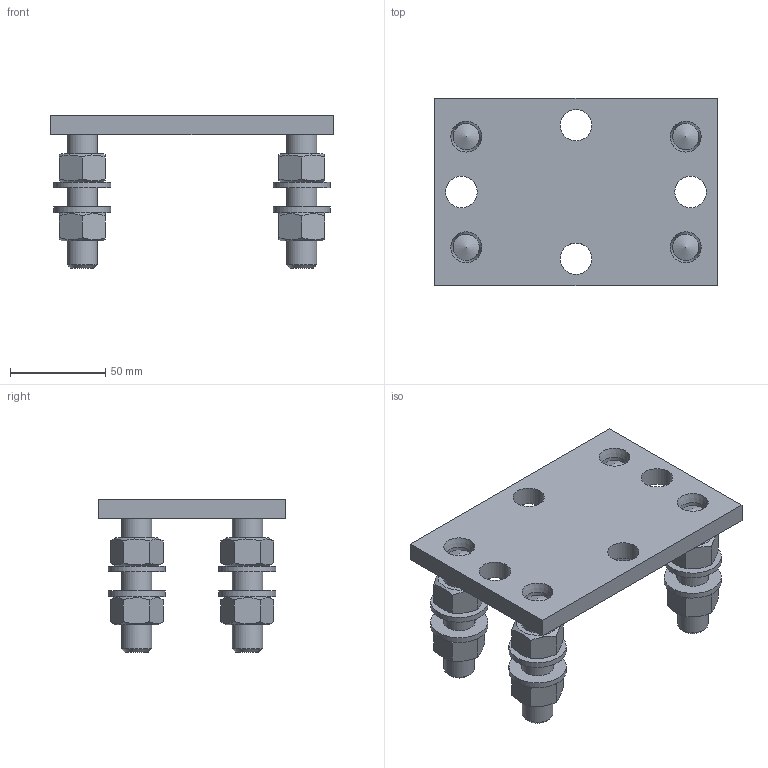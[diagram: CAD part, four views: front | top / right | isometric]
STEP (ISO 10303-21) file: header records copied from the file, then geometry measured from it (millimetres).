
FILE_DESCRIPTION(('STEP AP203'), '1');
FILE_NAME('ÐË064 Ïîäñòàâêà Ì16 äëÿ ñàéòà', '', ('UNSPECIFIED'), ('UNSPECIFIED'), 'ASCON STEP Converter 1.6', 'ASCON Math Kernel', '');
FILE_SCHEMA(('CONFIG_CONTROL_DESIGN'));
Length unit declared in the file: millimetre
Products named in the file (5): 倓 064.05.00.000; 倓 064.05.01.001; 倓064.06.01.002
Assembly tree (21 placements, depth 2):
  倓 064.05.00.000
    倓 064.05.01.001
    倓064.06.01.002  x4
    (unnamed)  x8
    (unnamed)  x8
Bounding box: 148 x 98 x 80 mm (x, y, z)
Volume: 238734.8 mm3; surface area: 80880.3 mm2
Topology: 21 solids, 21 shells, 178 faces, 364 edges, 228 vertices
Faces by surface type: plane 94, cone 44, cylinder 40
Full cylindrical faces by diameter (mm): 13.8 x4, 13.84 x8, 14 x4, 16 x4, 16.5 x4, 17 x8, 30 x8
Entity records: 2554 total; most frequent: CARTESIAN_POINT 711, DIRECTION 214, ORIENTED_EDGE 130, AXIS2_PLACEMENT_3D 98, EDGE_LOOP 84, EDGE_CURVE 65, VERTEX_POINT 55, DATE_AND_TIME 52
